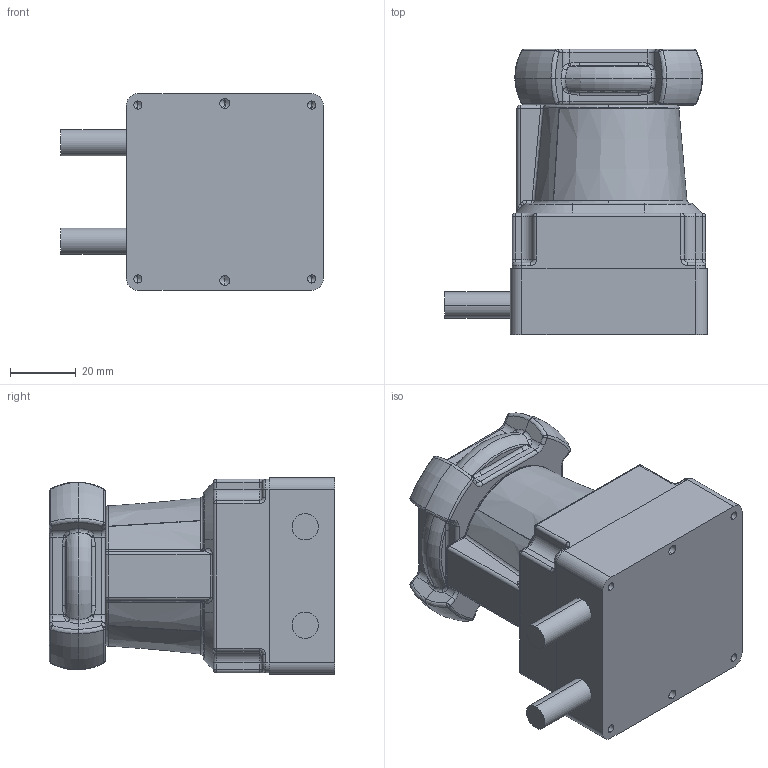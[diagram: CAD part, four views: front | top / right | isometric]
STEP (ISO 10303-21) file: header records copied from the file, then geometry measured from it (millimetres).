
FILE_DESCRIPTION (( 'STEP AP214' ), '1' );
FILE_NAME ('UTM-30LX.STEP', '2014-07-13T17:01:01', ( 'Adrien' ), ( '' ), 'SwSTEP 2.0', 'SolidWorks 2013', '' );
FILE_SCHEMA (( 'AUTOMOTIVE_DESIGN' ));
Length unit declared in the file: millimetre
Products named in the file (1): UTM-30LX
Bounding box: 80 x 87 x 60 mm (x, y, z)
Volume: 229160.3 mm3; surface area: 29399.5 mm2
Topology: 1 solids, 2 shells, 449 faces, 1051 edges, 572 vertices
Faces by surface type: cylinder 131, plane 92, bspline 86, torus 84, sphere 34, cone 22
Entity records: 19592 total; most frequent: CARTESIAN_POINT 5100, DIRECTION 2035, ORIENTED_EDGE 2004, EDGE_CURVE 1002, AXIS2_PLACEMENT_3D 855, VERTEX_POINT 566, CIRCLE 491, EDGE_LOOP 458
